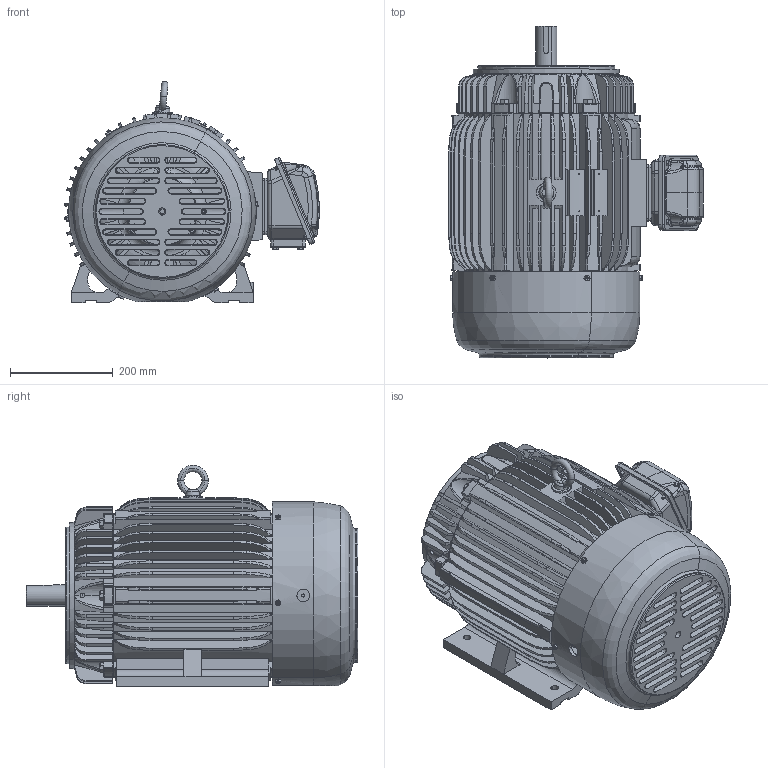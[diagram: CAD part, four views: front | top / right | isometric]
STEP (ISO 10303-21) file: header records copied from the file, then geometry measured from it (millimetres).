
FILE_DESCRIPTION(('CATIA V5 STEP Exchange'),'2;1');
FILE_NAME('284TS-HV-CF_AllCATPart.stp','2012-08-24T07:38:14+00:00',('none'),('none'),'CATIA Version 5 Release 19 SP 9 (IN-10)','CATIA V5 STEP AP203','none');
FILE_SCHEMA(('CONFIG_CONTROL_DESIGN'));
Length unit declared in the file: millimetre
Products named in the file (1): 284TS-HV-CF_AllCATPart
Bounding box: 497.32 x 647.4 x 431.57 mm (x, y, z)
Volume: 15035303 mm3; surface area: 3156368.9 mm2
Topology: 49 solids, 49 shells, 3723 faces, 10016 edges, 6468 vertices
Faces by surface type: plane 1350, cylinder 864, torus 641, cone 552, bspline 281, sphere 29, extrusion 4, revolution 2
Entity records: 133320 total; most frequent: CARTESIAN_POINT 53731, ORIENTED_EDGE 19916, DIRECTION 10494, EDGE_CURVE 9958, VERTEX_POINT 6468, AXIS2_PLACEMENT_3D 5315, EDGE_LOOP 4070, ADVANCED_FACE 3723
